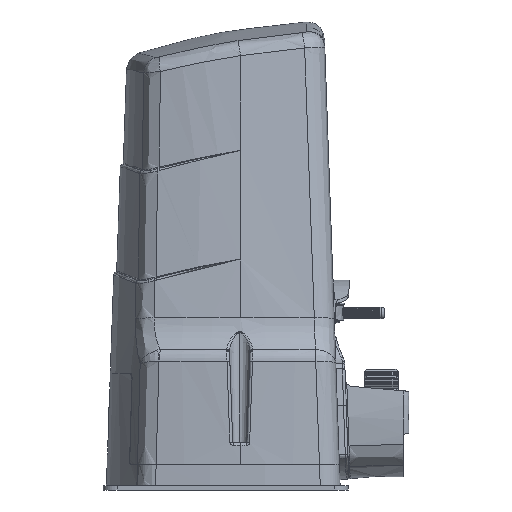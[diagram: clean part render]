
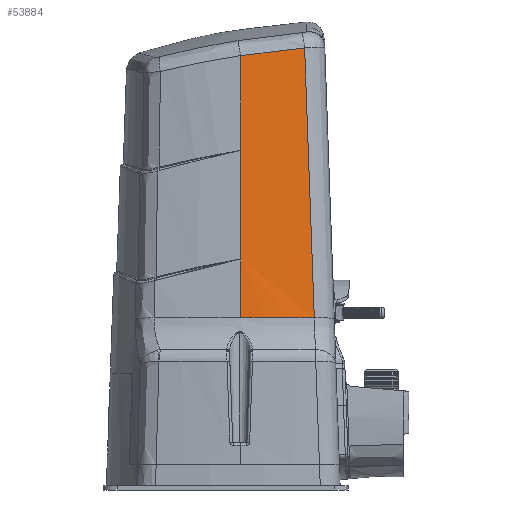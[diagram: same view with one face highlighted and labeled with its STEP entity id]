
A CAD part, left-side view. The second image highlights one B-rep face of the part: STEP entity #53884.
In plain terms, the highlighted conical face has half-angle 5 degrees and reference radius 456.59 mm.
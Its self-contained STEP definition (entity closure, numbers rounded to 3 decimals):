
#1391 = DIRECTION ( 'NONE',  ( 0., 0., -1. ) ) ;
#4817 = CARTESIAN_POINT ( 'NONE',  ( 206.047, -449.53, 178.507 ) ) ;
#6417 = VERTEX_POINT ( 'NONE', #20962 ) ;
#6591 = DIRECTION ( 'NONE',  ( -0.087, 0., -0.996 ) ) ;
#8006 = LINE ( 'NONE', #47376, #64501 ) ;
#8368 = CARTESIAN_POINT ( 'NONE',  ( 654.236, -399.623, 114.138 ) ) ;
#8507 = DIRECTION ( 'NONE',  ( 0., 0., 1. ) ) ;
#11478 = CARTESIAN_POINT ( 'NONE',  ( 216.616, -445.024, 304.119 ) ) ;
#11775 = CARTESIAN_POINT ( 'NONE',  ( 202.892, -450.876, 140.943 ) ) ;
#11859 = CARTESIAN_POINT ( 'NONE',  ( 215.069, -429.832, 304.431 ) ) ;
#12997 = CARTESIAN_POINT ( 'NONE',  ( 213.924, -399.623, 300.193 ) ) ;
#15804 = AXIS2_PLACEMENT_3D ( 'NONE', #49274, #8507, #56136 ) ;
#16222 = B_SPLINE_CURVE_WITH_KNOTS ( 'NONE', 3,
 ( #52224, #11478, #18285, #65948, #25156, #72777, #31985, #79606, #38819, #86407, #45636, #4817, #52515, #11775, #59372, #18570 ),
 .UNSPECIFIED., .F., .F.,
 ( 4, 2, 2, 2, 2, 2, 2, 4 ),
 ( 0., 0.024, 0.261, 0.409, 0.483, 0.601, 0.79, 1. ),
 .UNSPECIFIED. ) ;
#16701 = DIRECTION ( 'NONE',  ( -0.087, 0., -0.996 ) ) ;
#18025 = VERTEX_POINT ( 'NONE', #83560 ) ;
#18285 = CARTESIAN_POINT ( 'NONE',  ( 216.485, -445.08, 302.567 ) ) ;
#18570 = CARTESIAN_POINT ( 'NONE',  ( 200.641, -451.836, 114.138 ) ) ;
#20102 = CARTESIAN_POINT ( 'NONE',  ( 201.301, -399.623, 155.91 ) ) ;
#20962 = CARTESIAN_POINT ( 'NONE',  ( 197.646, -399.623, 114.138 ) ) ;
#23564 = CARTESIAN_POINT ( 'NONE',  ( 197.646, -399.623, 114.138 ) ) ;
#25156 = CARTESIAN_POINT ( 'NONE',  ( 213.811, -446.219, 270.813 ) ) ;
#31985 = CARTESIAN_POINT ( 'NONE',  ( 210.952, -447.438, 236.836 ) ) ;
#33073 = VECTOR ( 'NONE', #40528, 1000. ) ;
#34108 = CARTESIAN_POINT ( 'NONE',  ( 213.924, -399.623, 300.193 ) ) ;
#34543 = DIRECTION ( 'NONE',  ( -1., 0., 0. ) ) ;
#36843 = CIRCLE ( 'NONE', #15804, 456.59 ) ;
#38819 = CARTESIAN_POINT ( 'NONE',  ( 209.364, -448.115, 217.959 ) ) ;
#39413 = ORIENTED_EDGE ( 'NONE', *, *, #72995, .T. ) ;
#40528 = DIRECTION ( 'NONE',  ( -0.087, 0., -0.996 ) ) ;
#44634 = FACE_OUTER_BOUND ( 'NONE', #68181, .T. ) ;
#45636 = CARTESIAN_POINT ( 'NONE',  ( 207.698, -448.826, 198.139 ) ) ;
#46292 = CARTESIAN_POINT ( 'NONE',  ( 216.747, -444.968, 305.67 ) ) ;
#46530 = VERTEX_POINT ( 'NONE', #63758 ) ;
#46967 = VECTOR ( 'NONE', #16701, 1000. ) ;
#47105 = VERTEX_POINT ( 'NONE', #81477 ) ;
#47376 = CARTESIAN_POINT ( 'NONE',  ( 197.646, -399.623, 114.138 ) ) ;
#49274 = CARTESIAN_POINT ( 'NONE',  ( 654.236, -399.623, 114.138 ) ) ;
#52224 = CARTESIAN_POINT ( 'NONE',  ( 216.747, -444.968, 305.67 ) ) ;
#52515 = CARTESIAN_POINT ( 'NONE',  ( 205.032, -449.963, 166.426 ) ) ;
#53884 = ADVANCED_FACE ( 'NONE', ( #44634 ), #74483, .T. ) ;
#54187 = ORIENTED_EDGE ( 'NONE', *, *, #62361, .T. ) ;
#54803 = VERTEX_POINT ( 'NONE', #20102 ) ;
#55644 = ORIENTED_EDGE ( 'NONE', *, *, #77727, .T. ) ;
#56136 = DIRECTION ( 'NONE',  ( 1., 0., 0. ) ) ;
#57944 = ORIENTED_EDGE ( 'NONE', *, *, #85104, .F. ) ;
#59047 = ORIENTED_EDGE ( 'NONE', *, *, #69496, .T. ) ;
#59372 = CARTESIAN_POINT ( 'NONE',  ( 201.766, -451.356, 127.541 ) ) ;
#60360 = ORIENTED_EDGE ( 'NONE', *, *, #61010, .T. ) ;
#61010 = EDGE_CURVE ( 'NONE', #54803, #6417, #65141, .T. ) ;
#62361 = EDGE_CURVE ( 'NONE', #73964, #18025, #65063, .T. ) ;
#63758 = CARTESIAN_POINT ( 'NONE',  ( 216.747, -444.968, 305.67 ) ) ;
#64501 = VECTOR ( 'NONE', #6591, 1000. ) ;
#65063 = LINE ( 'NONE', #81306, #33073 ) ;
#65141 = LINE ( 'NONE', #23564, #46967 ) ;
#65948 = CARTESIAN_POINT ( 'NONE',  ( 215.082, -445.677, 285.914 ) ) ;
#67498 = AXIS2_PLACEMENT_3D ( 'NONE', #8368, #1391, #34543 ) ;
#67728 = B_SPLINE_CURVE_WITH_KNOTS ( 'NONE', 3,
 ( #46292, #11859, #74908, #34108 ),
 .UNSPECIFIED., .F., .F.,
 ( 4, 4 ),
 ( 0., 1. ),
 .UNSPECIFIED. ) ;
#68181 = EDGE_LOOP ( 'NONE', ( #39413, #60360, #59047, #57944, #55644, #54187 ) ) ;
#69496 = EDGE_CURVE ( 'NONE', #6417, #47105, #36843, .T. ) ;
#72777 = CARTESIAN_POINT ( 'NONE',  ( 211.746, -447.1, 246.274 ) ) ;
#72995 = EDGE_CURVE ( 'NONE', #18025, #54803, #8006, .T. ) ;
#73964 = VERTEX_POINT ( 'NONE', #12997 ) ;
#74483 = CONICAL_SURFACE ( 'NONE', #67498, 456.59, 0.087 ) ;
#74908 = CARTESIAN_POINT ( 'NONE',  ( 214.135, -414.695, 302.605 ) ) ;
#77727 = EDGE_CURVE ( 'NONE', #46530, #73964, #67728, .T. ) ;
#79606 = CARTESIAN_POINT ( 'NONE',  ( 209.761, -447.946, 222.678 ) ) ;
#81306 = CARTESIAN_POINT ( 'NONE',  ( 197.646, -399.623, 114.138 ) ) ;
#81477 = CARTESIAN_POINT ( 'NONE',  ( 200.641, -451.836, 114.138 ) ) ;
#83560 = CARTESIAN_POINT ( 'NONE',  ( 208.04, -399.623, 232.943 ) ) ;
#85104 = EDGE_CURVE ( 'NONE', #46530, #47105, #16222, .T. ) ;
#86407 = CARTESIAN_POINT ( 'NONE',  ( 208.332, -448.555, 205.69 ) ) ;
